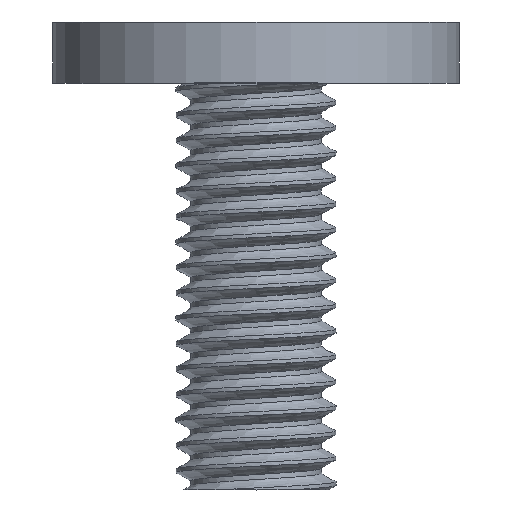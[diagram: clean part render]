
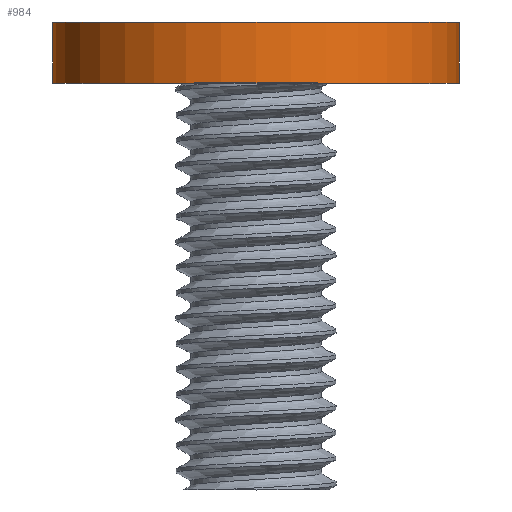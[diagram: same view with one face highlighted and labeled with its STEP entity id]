
A CAD part, top view. The second image highlights one B-rep face of the part: STEP entity #984.
In plain terms, the highlighted cylindrical face has radius 10 mm (diameter 20 mm), a full revolution.
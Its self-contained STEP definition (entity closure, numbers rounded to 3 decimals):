
#86=FACE_OUTER_BOUND('',#140,.T.);
#140=EDGE_LOOP('',(#889,#890,#891,#892));
#145=CIRCLE('',#1042,10.);
#148=CIRCLE('',#1055,10.);
#289=LINE('',#3775,#358);
#358=VECTOR('',#1237,10.);
#445=VERTEX_POINT('',#2446);
#456=VERTEX_POINT('',#3774);
#578=EDGE_CURVE('',#445,#445,#145,.T.);
#602=EDGE_CURVE('',#445,#456,#289,.T.);
#603=EDGE_CURVE('',#456,#456,#148,.T.);
#889=ORIENTED_EDGE('',*,*,#578,.F.);
#890=ORIENTED_EDGE('',*,*,#602,.T.);
#891=ORIENTED_EDGE('',*,*,#603,.T.);
#892=ORIENTED_EDGE('',*,*,#602,.F.);
#932=CYLINDRICAL_SURFACE('',#1054,10.);
#984=ADVANCED_FACE('',(#86),#932,.T.);
#1042=AXIS2_PLACEMENT_3D('',#2447,#1198,#1199);
#1054=AXIS2_PLACEMENT_3D('',#3773,#1235,#1236);
#1055=AXIS2_PLACEMENT_3D('',#3776,#1238,#1239);
#1198=DIRECTION('center_axis',(0.,1.,0.));
#1199=DIRECTION('ref_axis',(1.,0.,0.));
#1235=DIRECTION('center_axis',(0.,1.,0.));
#1236=DIRECTION('ref_axis',(1.,0.,0.));
#1237=DIRECTION('',(0.,-1.,0.));
#1238=DIRECTION('center_axis',(0.,1.,0.));
#1239=DIRECTION('ref_axis',(1.,0.,0.));
#2446=CARTESIAN_POINT('',(-10.,3.,0.));
#2447=CARTESIAN_POINT('Origin',(0.,3.,0.));
#3773=CARTESIAN_POINT('Origin',(0.,0.,0.));
#3774=CARTESIAN_POINT('',(-10.,0.,0.));
#3775=CARTESIAN_POINT('',(-10.,0.,0.));
#3776=CARTESIAN_POINT('Origin',(0.,0.,0.));
